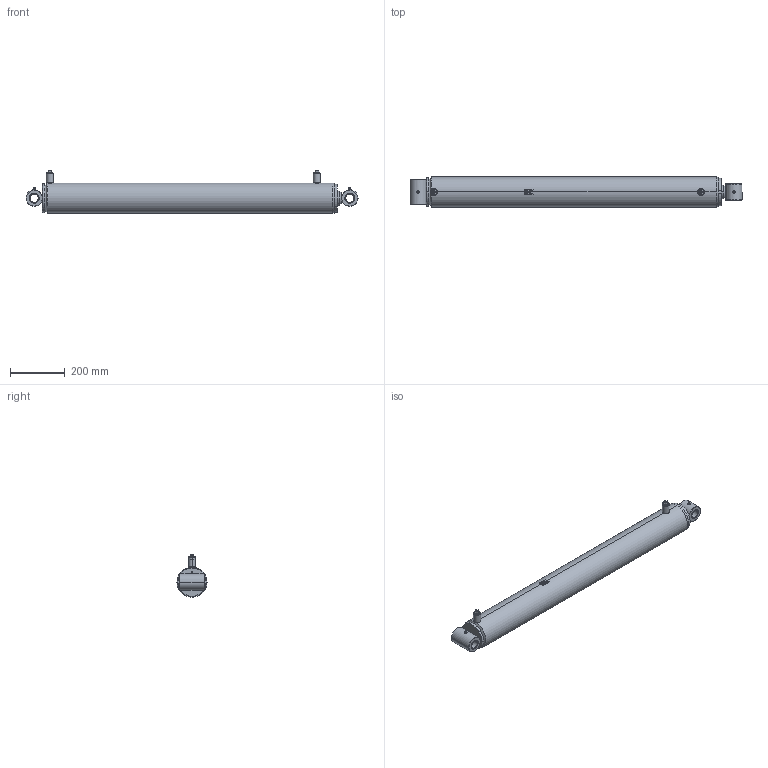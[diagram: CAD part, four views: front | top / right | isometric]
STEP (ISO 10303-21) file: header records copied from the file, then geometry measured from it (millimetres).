
FILE_DESCRIPTION (( 'STEP AP214' ), '1' );
FILE_NAME ('CFGCY0076251-Cylinder.step', '2026-03-05T17:40:13', ( 'Kramp IT' ), ( 'Kramp' ), 'SwSTEP 2.0', 'SolidWorks 2025', '' );
FILE_SCHEMA (( 'AUTOMOTIVE_DESIGN' ));
Length unit declared in the file: millimetre
Products named in the file (23): DS3909004_Simplified; MATE-AID; BUSH-RD; BUSHVM-RD; DS3909004VM_Simplified; DS3909013050VM_Simplified; DC3909001; PAP3030P20-RD; CFGCY0076251-Cylinder; Rod_Simplified; SP06M; BUSH-EC; LSN06D; Tube-MA_Simplified; GN81180; PAP3030P20-EC; Tube_Simplified; PAP3030P20; Rod-WA_Simplified; Tube-WA_Simplified; DS3909013050_Simplified; BUSHVM-EC
Assembly tree (27 placements, depth 5):
  MATE-AID
  CFGCY0076251-Cylinder
    Tube-WA_Simplified
      Tube-MA_Simplified
        Tube_Simplified
        LSN06D
      LSN06D
      DC3909001
        DC3909001
      BUSHVM-EC
        BUSH-EC
        PAP3030P20-EC
          PAP3030P20  x2
    Rod-WA_Simplified
      Rod_Simplified
      BUSHVM-RD
        BUSH-RD
        PAP3030P20-RD
          PAP3030P20  x2
    DS3909013050VM_Simplified
      DS3909013050_Simplified
    DS3909004VM_Simplified
      DS3909004_Simplified
    SP06M  x2
    GN81180  x2
Bounding box: 1213 x 110 x 155 mm (x, y, z)
Volume: 6616494.3 mm3; surface area: 1032891.6 mm2
Topology: 17 solids, 17 shells, 443 faces, 1002 edges, 624 vertices
Faces by surface type: plane 160, cylinder 143, cone 114, torus 18, bspline 4, sphere 4
Entity records: 9508 total; most frequent: CARTESIAN_POINT 2172, DIRECTION 1544, ORIENTED_EDGE 1300, EDGE_CURVE 650, AXIS2_PLACEMENT_3D 611, VERTEX_POINT 407, EDGE_LOOP 339, LINE 322
